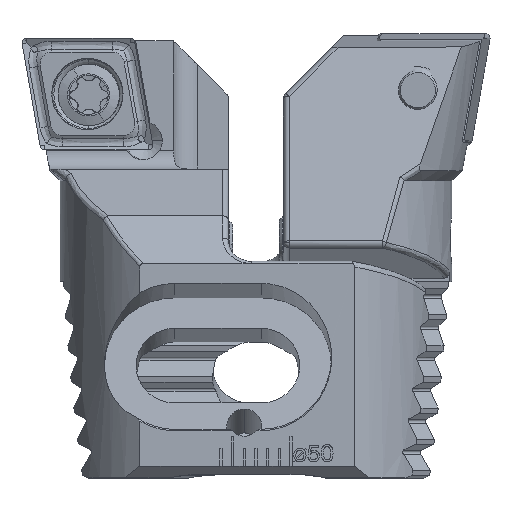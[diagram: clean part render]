
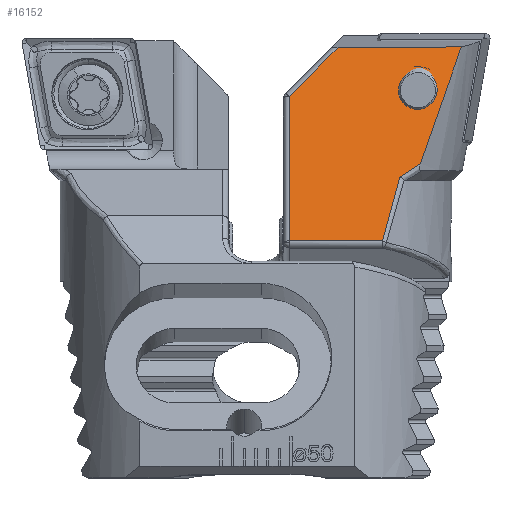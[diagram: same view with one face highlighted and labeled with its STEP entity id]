
A CAD part, top view. The second image highlights one B-rep face of the part: STEP entity #16152.
In plain terms, the highlighted face is planar.
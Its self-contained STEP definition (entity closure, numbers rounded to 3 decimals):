
#375 = DIRECTION ( 'NONE',  ( -1., 0.007, 0.002 ) ) ;
#709 = DIRECTION ( 'NONE',  ( 0., -0.966, -0.259 ) ) ;
#854 = LINE ( 'NONE', #9358, #19193 ) ;
#1370 = EDGE_CURVE ( 'NONE', #16196, #9249, #20266, .T. ) ;
#2316 = CARTESIAN_POINT ( 'NONE',  ( 39.15, -0.381, -7.62 ) ) ;
#3827 = FACE_BOUND ( 'NONE', #17735, .T. ) ;
#3841 = EDGE_CURVE ( 'NONE', #4318, #7353, #7287, .T. ) ;
#4009 = CARTESIAN_POINT ( 'NONE',  ( 7.819, -4.845, -8.816 ) ) ;
#4072 = CARTESIAN_POINT ( 'NONE',  ( 7.819, -4.845, -8.816 ) ) ;
#4301 = CARTESIAN_POINT ( 'NONE',  ( 4.514, -4.845, -8.816 ) ) ;
#4318 = VERTEX_POINT ( 'NONE', #10603 ) ;
#4481 = CARTESIAN_POINT ( 'NONE',  ( 9.185, -17.738, -12.271 ) ) ;
#4528 = EDGE_LOOP ( 'NONE', ( #11943, #12505, #15482, #16263, #17594, #18954, #21245 ) ) ;
#4531 = CARTESIAN_POINT ( 'NONE',  ( 5.947, -11.113, -10.496 ) ) ;
#4593 = CARTESIAN_POINT ( 'NONE',  ( 4.732, -7.998, -9.661 ) ) ;
#4727 = EDGE_CURVE ( 'NONE', #4318, #5311, #22213, .T. ) ;
#5311 = VERTEX_POINT ( 'NONE', #13968 ) ;
#5650 = CARTESIAN_POINT ( 'NONE',  ( 7.686, -12.263, -10.804 ) ) ;
#5762 = CARTESIAN_POINT ( 'NONE',  ( 7.098, -11.891, -10.704 ) ) ;
#6138 = EDGE_CURVE ( 'NONE', #5311, #14550, #20226, .T. ) ;
#6225 =( BOUNDED_CURVE ( )  B_SPLINE_CURVE ( 3, ( #4301, #16609, #16556, #4072 ),
 .UNSPECIFIED., .F., .T. ) 
 B_SPLINE_CURVE_WITH_KNOTS ( ( 4, 4 ),
 ( 1.378, 4.519 ),
 .UNSPECIFIED. ) 
 CURVE ( )  GEOMETRIC_REPRESENTATION_ITEM ( )  RATIONAL_B_SPLINE_CURVE ( ( 1., 0.333, 0.333, 1. ) ) 
 REPRESENTATION_ITEM ( '' )  );
#6303 = VECTOR ( 'NONE', #10215, 1000. ) ;
#6321 = EDGE_CURVE ( 'NONE', #17779, #7350, #6225, .T. ) ;
#6626 = VERTEX_POINT ( 'NONE', #4481 ) ;
#7067 = EDGE_CURVE ( 'NONE', #14550, #6626, #854, .T. ) ;
#7283 = CARTESIAN_POINT ( 'NONE',  ( 39.143, -1.396, -7.892 ) ) ;
#7287 = LINE ( 'NONE', #7283, #16068 ) ;
#7350 = VERTEX_POINT ( 'NONE', #19954 ) ;
#7353 = VERTEX_POINT ( 'NONE', #19907 ) ;
#7856 = EDGE_CURVE ( 'NONE', #6626, #16196, #9040, .T. ) ;
#8021 = PLANE ( 'NONE',  #14781 ) ;
#8163 = CARTESIAN_POINT ( 'NONE',  ( 7.686, -12.263, -10.804 ) ) ;
#8946 = ORIENTED_EDGE ( 'NONE', *, *, #22690, .T. ) ;
#9040 =( BOUNDED_CURVE ( )  B_SPLINE_CURVE ( 3, ( #13625, #13581, #13480, #13424 ),
 .UNSPECIFIED., .F., .F. ) 
 B_SPLINE_CURVE_WITH_KNOTS ( ( 4, 4 ),
 ( 3.848, 3.984 ),
 .UNSPECIFIED. ) 
 CURVE ( )  GEOMETRIC_REPRESENTATION_ITEM ( )  RATIONAL_B_SPLINE_CURVE ( ( 1., 0.998, 0.998, 1. ) ) 
 REPRESENTATION_ITEM ( '' )  );
#9249 = VERTEX_POINT ( 'NONE', #10975 ) ;
#9358 = CARTESIAN_POINT ( 'NONE',  ( 39.15, -17.738, -12.271 ) ) ;
#9374 = DIRECTION ( 'NONE',  ( -1., 0., 0. ) ) ;
#9507 = CARTESIAN_POINT ( 'NONE',  ( 17.15, -17.738, -12.271 ) ) ;
#9533 = CARTESIAN_POINT ( 'NONE',  ( 4.514, -4.845, -8.816 ) ) ;
#10060 = CARTESIAN_POINT ( 'NONE',  ( 5.947, -11.113, -10.496 ) ) ;
#10215 = DIRECTION ( 'NONE',  ( 0., -0.966, -0.259 ) ) ;
#10222 = CARTESIAN_POINT ( 'NONE',  ( 2.446, -1.152, -7.827 ) ) ;
#10603 = CARTESIAN_POINT ( 'NONE',  ( 12.985, -1.222, -7.845 ) ) ;
#10975 = CARTESIAN_POINT ( 'NONE',  ( 5.947, -11.113, -10.496 ) ) ;
#11099 = ORIENTED_EDGE ( 'NONE', *, *, #6321, .T. ) ;
#11592 = DIRECTION ( 'NONE',  ( 0., -0.259, 0.966 ) ) ;
#11943 = ORIENTED_EDGE ( 'NONE', *, *, #1370, .T. ) ;
#11983 = CARTESIAN_POINT ( 'NONE',  ( 17.15, -0.381, -7.62 ) ) ;
#12505 = ORIENTED_EDGE ( 'NONE', *, *, #14668, .T. ) ;
#13282 = DIRECTION ( 'NONE',  ( 0.695, -0.695, -0.186 ) ) ;
#13341 = VECTOR ( 'NONE', #13282, 1000. ) ;
#13424 = CARTESIAN_POINT ( 'NONE',  ( 7.686, -12.263, -10.804 ) ) ;
#13480 = CARTESIAN_POINT ( 'NONE',  ( 8.152, -14.213, -11.326 ) ) ;
#13581 = CARTESIAN_POINT ( 'NONE',  ( 8.653, -16.041, -11.816 ) ) ;
#13625 = CARTESIAN_POINT ( 'NONE',  ( 9.185, -17.738, -12.271 ) ) ;
#13968 = CARTESIAN_POINT ( 'NONE',  ( 17.15, -5.387, -8.961 ) ) ;
#14522 =( BOUNDED_CURVE ( )  B_SPLINE_CURVE ( 3, ( #4009, #14731, #19837, #9533 ),
 .UNSPECIFIED., .F., .F. ) 
 B_SPLINE_CURVE_WITH_KNOTS ( ( 4, 4 ),
 ( 4.519, 7.661 ),
 .UNSPECIFIED. ) 
 CURVE ( )  GEOMETRIC_REPRESENTATION_ITEM ( )  RATIONAL_B_SPLINE_CURVE ( ( 1., 0.333, 0.333, 1. ) ) 
 REPRESENTATION_ITEM ( '' )  );
#14550 = VERTEX_POINT ( 'NONE', #9507 ) ;
#14555 = CARTESIAN_POINT ( 'NONE',  ( 25.179, -13.416, -11.113 ) ) ;
#14648 =( BOUNDED_CURVE ( )  B_SPLINE_CURVE ( 3, ( #10060, #4593, #20443, #10222 ),
 .UNSPECIFIED., .F., .F. ) 
 B_SPLINE_CURVE_WITH_KNOTS ( ( 4, 4 ),
 ( 4.093, 4.28 ),
 .UNSPECIFIED. ) 
 CURVE ( )  GEOMETRIC_REPRESENTATION_ITEM ( )  RATIONAL_B_SPLINE_CURVE ( ( 1., 0.997, 0.997, 1. ) ) 
 REPRESENTATION_ITEM ( '' )  );
#14668 = EDGE_CURVE ( 'NONE', #9249, #7353, #14648, .T. ) ;
#14731 = CARTESIAN_POINT ( 'NONE',  ( 7.773, -1.545, -7.932 ) ) ;
#14781 = AXIS2_PLACEMENT_3D ( 'NONE', #2316, #11592, #709 ) ;
#15482 = ORIENTED_EDGE ( 'NONE', *, *, #3841, .F. ) ;
#16068 = VECTOR ( 'NONE', #375, 1000. ) ;
#16152 = ADVANCED_FACE ( 'NONE', ( #3827, #21770 ), #8021, .F. ) ;
#16196 = VERTEX_POINT ( 'NONE', #8163 ) ;
#16263 = ORIENTED_EDGE ( 'NONE', *, *, #4727, .T. ) ;
#16556 = CARTESIAN_POINT ( 'NONE',  ( 7.865, -8.145, -9.7 ) ) ;
#16609 = CARTESIAN_POINT ( 'NONE',  ( 4.561, -8.145, -9.7 ) ) ;
#17594 = ORIENTED_EDGE ( 'NONE', *, *, #6138, .T. ) ;
#17735 = EDGE_LOOP ( 'NONE', ( #8946, #11099 ) ) ;
#17779 = VERTEX_POINT ( 'NONE', #18073 ) ;
#18073 = CARTESIAN_POINT ( 'NONE',  ( 4.514, -4.845, -8.816 ) ) ;
#18954 = ORIENTED_EDGE ( 'NONE', *, *, #7067, .T. ) ;
#19193 = VECTOR ( 'NONE', #9374, 1000. ) ;
#19837 = CARTESIAN_POINT ( 'NONE',  ( 4.468, -1.545, -7.932 ) ) ;
#19907 = CARTESIAN_POINT ( 'NONE',  ( 2.446, -1.152, -7.827 ) ) ;
#19954 = CARTESIAN_POINT ( 'NONE',  ( 7.819, -4.845, -8.816 ) ) ;
#20226 = LINE ( 'NONE', #11983, #6303 ) ;
#20266 = B_SPLINE_CURVE_WITH_KNOTS ( 'NONE', 3,
 ( #5650, #5762, #22238, #4531 ),
 .UNSPECIFIED., .F., .F.,
 ( 4, 4 ),
 ( 0., 0.002 ),
 .UNSPECIFIED. ) ;
#20443 = CARTESIAN_POINT ( 'NONE',  ( 3.562, -4.668, -8.769 ) ) ;
#21245 = ORIENTED_EDGE ( 'NONE', *, *, #7856, .T. ) ;
#21770 = FACE_OUTER_BOUND ( 'NONE', #4528, .T. ) ;
#22213 = LINE ( 'NONE', #14555, #13341 ) ;
#22238 = CARTESIAN_POINT ( 'NONE',  ( 6.519, -11.507, -10.601 ) ) ;
#22690 = EDGE_CURVE ( 'NONE', #7350, #17779, #14522, .T. ) ;
